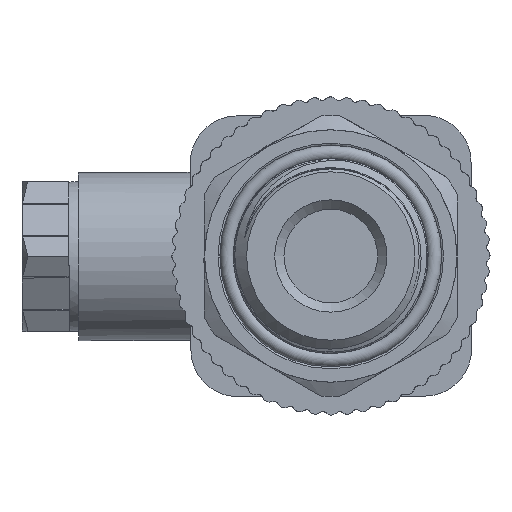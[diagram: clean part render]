
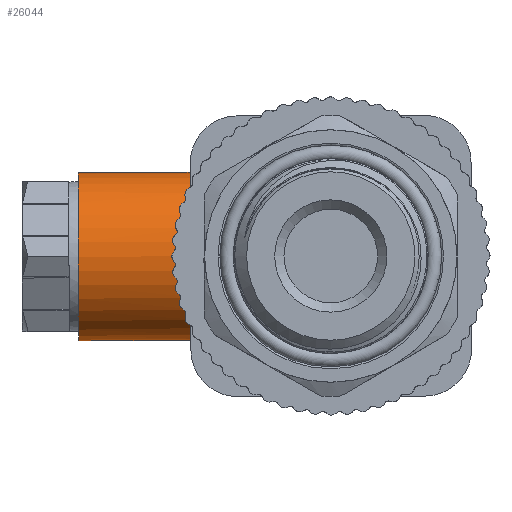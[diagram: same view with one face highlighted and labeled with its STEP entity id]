
A CAD part, left-side view. The second image highlights one B-rep face of the part: STEP entity #26044.
In plain terms, the highlighted cylindrical face has radius 9 mm (diameter 18 mm), a full revolution.
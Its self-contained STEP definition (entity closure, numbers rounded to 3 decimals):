
#2748=FACE_OUTER_BOUND('',#4272,.T.);
#4272=EDGE_LOOP('',(#22592,#22593,#22594,#22595,#22596,#22597,#22598));
#5046=CIRCLE('',#27592,9.);
#5047=CIRCLE('',#27593,9.);
#5072=CIRCLE('',#27674,9.);
#6045=B_SPLINE_CURVE_WITH_KNOTS('',3,(#53988,#53989,#53990,#53991,#53992,
#53993,#53994,#53995,#53996,#53997),.UNSPECIFIED.,.F.,.F.,(4,2,1,1,1,1,
4),(-0.002,0.,0.204,0.408,0.611,
0.815,1.019),.UNSPECIFIED.);
#6046=B_SPLINE_CURVE_WITH_KNOTS('',3,(#54066,#54067,#54068,#54069,#54070,
#54071,#54072,#54073,#54074,#54075,#54076,#54077),.UNSPECIFIED.,.F.,.F.,
(4,1,1,1,1,1,1,2,4),(0.,0.204,0.306,
0.408,0.509,0.611,0.815,
1.019,1.02),.UNSPECIFIED.);
#8128=LINE('',#54429,#9978);
#9978=VECTOR('',#31829,9.);
#11879=VERTEX_POINT('',#51429);
#12143=VERTEX_POINT('',#53986);
#12144=VERTEX_POINT('',#53999);
#12146=VERTEX_POINT('',#54003);
#12237=VERTEX_POINT('',#54427);
#15654=EDGE_CURVE('',#11879,#12143,#6045,.T.);
#15657=EDGE_CURVE('',#12143,#12146,#5046,.T.);
#15658=EDGE_CURVE('',#12146,#12144,#5047,.T.);
#15659=EDGE_CURVE('',#12144,#11879,#6046,.T.);
#15804=EDGE_CURVE('',#12237,#12237,#5072,.T.);
#15805=EDGE_CURVE('',#12237,#12146,#8128,.T.);
#22592=ORIENTED_EDGE('',*,*,#15804,.F.);
#22593=ORIENTED_EDGE('',*,*,#15805,.T.);
#22594=ORIENTED_EDGE('',*,*,#15657,.F.);
#22595=ORIENTED_EDGE('',*,*,#15654,.F.);
#22596=ORIENTED_EDGE('',*,*,#15659,.F.);
#22597=ORIENTED_EDGE('',*,*,#15658,.F.);
#22598=ORIENTED_EDGE('',*,*,#15805,.F.);
#24929=CYLINDRICAL_SURFACE('',#27673,9.);
#26044=ADVANCED_FACE('',(#2748),#24929,.T.);
#27592=AXIS2_PLACEMENT_3D('',#54004,#31568,#31569);
#27593=AXIS2_PLACEMENT_3D('',#54005,#31570,#31571);
#27673=AXIS2_PLACEMENT_3D('',#54426,#31825,#31826);
#27674=AXIS2_PLACEMENT_3D('',#54428,#31827,#31828);
#31568=DIRECTION('center_axis',(0.,0.,-1.));
#31569=DIRECTION('ref_axis',(1.,0.,0.));
#31570=DIRECTION('center_axis',(0.,0.,-1.));
#31571=DIRECTION('ref_axis',(1.,0.,0.));
#31825=DIRECTION('center_axis',(0.,0.,1.));
#31826=DIRECTION('ref_axis',(-1.,0.,0.));
#31827=DIRECTION('center_axis',(0.,0.,1.));
#31828=DIRECTION('ref_axis',(-1.,0.,0.));
#31829=DIRECTION('',(0.,0.,-1.));
#51429=CARTESIAN_POINT('',(-28.,0.,10.5));
#53986=CARTESIAN_POINT('',(-24.4,7.2,14.5));
#53988=CARTESIAN_POINT('Ctrl Pts',(-28.,0.,10.5));
#53989=CARTESIAN_POINT('Ctrl Pts',(-28.,0.004,10.503));
#53990=CARTESIAN_POINT('Ctrl Pts',(-28.,0.008,
10.505));
#53991=CARTESIAN_POINT('Ctrl Pts',(-27.999,0.528,
10.871));
#53992=CARTESIAN_POINT('Ctrl Pts',(-27.909,1.565,11.599));
#53993=CARTESIAN_POINT('Ctrl Pts',(-27.501,3.098,12.639));
#53994=CARTESIAN_POINT('Ctrl Pts',(-26.801,4.592,13.566));
#53995=CARTESIAN_POINT('Ctrl Pts',(-25.787,6.,14.28));
#53996=CARTESIAN_POINT('Ctrl Pts',(-24.889,6.833,14.5));
#53997=CARTESIAN_POINT('Ctrl Pts',(-24.4,7.2,14.5));
#53999=CARTESIAN_POINT('',(-24.4,-7.2,14.5));
#54003=CARTESIAN_POINT('',(-10.,0.,14.5));
#54004=CARTESIAN_POINT('Origin',(-19.,0.,14.5));
#54005=CARTESIAN_POINT('Origin',(-19.,0.,14.5));
#54066=CARTESIAN_POINT('Ctrl Pts',(-24.4,-7.2,14.5));
#54067=CARTESIAN_POINT('Ctrl Pts',(-24.889,-6.833,
14.5));
#54068=CARTESIAN_POINT('Ctrl Pts',(-25.563,-6.207,
14.335));
#54069=CARTESIAN_POINT('Ctrl Pts',(-26.294,-5.296,
13.923));
#54070=CARTESIAN_POINT('Ctrl Pts',(-26.763,-4.579,
13.539));
#54071=CARTESIAN_POINT('Ctrl Pts',(-27.15,-3.846,
13.104));
#54072=CARTESIAN_POINT('Ctrl Pts',(-27.569,-2.842,
12.466));
#54073=CARTESIAN_POINT('Ctrl Pts',(-27.909,-1.565,
11.6));
#54074=CARTESIAN_POINT('Ctrl Pts',(-27.999,-0.528,
10.871));
#54075=CARTESIAN_POINT('Ctrl Pts',(-28.,-0.008,
10.505));
#54076=CARTESIAN_POINT('Ctrl Pts',(-28.,-0.004,10.503));
#54077=CARTESIAN_POINT('Ctrl Pts',(-28.,0.,10.5));
#54426=CARTESIAN_POINT('Origin',(-19.,0.,13.5));
#54427=CARTESIAN_POINT('',(-10.,0.,27.));
#54428=CARTESIAN_POINT('Origin',(-19.,0.,27.));
#54429=CARTESIAN_POINT('',(-10.,0.,13.5));
